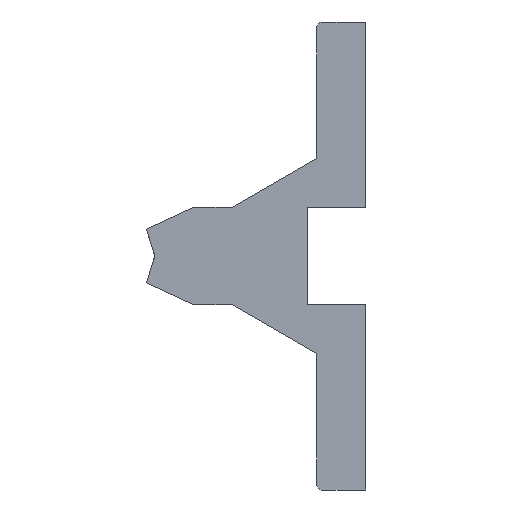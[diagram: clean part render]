
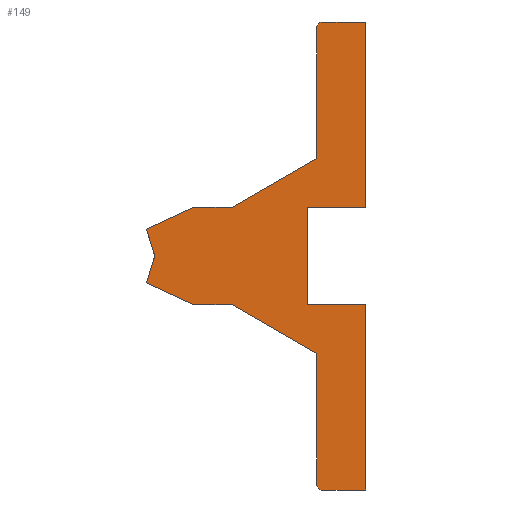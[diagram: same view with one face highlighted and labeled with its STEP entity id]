
A CAD part, left-side view. The second image highlights one B-rep face of the part: STEP entity #149.
In plain terms, the highlighted planar face has unit normal (-1, 0, 0).
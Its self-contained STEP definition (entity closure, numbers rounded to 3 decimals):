
#149 = ADVANCED_FACE( '', ( #331 ), #332, .F. );
#331 = FACE_OUTER_BOUND( '', #539, .T. );
#332 = PLANE( '', #540 );
#539 = EDGE_LOOP( '', ( #902, #903, #904, #905, #906, #907, #908, #909, #910, #911, #912, #913, #914, #915, #916, #917, #918, #919, #920 ) );
#540 = AXIS2_PLACEMENT_3D( '', #921, #922, #923 );
#902 = ORIENTED_EDGE( '', *, *, #1210, .F. );
#903 = ORIENTED_EDGE( '', *, *, #1205, .F. );
#904 = ORIENTED_EDGE( '', *, *, #1211, .F. );
#905 = ORIENTED_EDGE( '', *, *, #1117, .F. );
#906 = ORIENTED_EDGE( '', *, *, #1090, .F. );
#907 = ORIENTED_EDGE( '', *, *, #1212, .F. );
#908 = ORIENTED_EDGE( '', *, *, #1147, .F. );
#909 = ORIENTED_EDGE( '', *, *, #1162, .F. );
#910 = ORIENTED_EDGE( '', *, *, #1184, .F. );
#911 = ORIENTED_EDGE( '', *, *, #1071, .F. );
#912 = ORIENTED_EDGE( '', *, *, #1213, .F. );
#913 = ORIENTED_EDGE( '', *, *, #1134, .F. );
#914 = ORIENTED_EDGE( '', *, *, #1076, .F. );
#915 = ORIENTED_EDGE( '', *, *, #1086, .F. );
#916 = ORIENTED_EDGE( '', *, *, #1098, .F. );
#917 = ORIENTED_EDGE( '', *, *, #1176, .F. );
#918 = ORIENTED_EDGE( '', *, *, #1214, .F. );
#919 = ORIENTED_EDGE( '', *, *, #1171, .F. );
#920 = ORIENTED_EDGE( '', *, *, #1215, .F. );
#921 = CARTESIAN_POINT( '', ( 0., 4.5, -23.5 ) );
#922 = DIRECTION( '', ( 1., 0., 0. ) );
#923 = DIRECTION( '', ( 0., 0., -1. ) );
#1071 = EDGE_CURVE( '', #1255, #1256, #1257, .T. );
#1076 = EDGE_CURVE( '', #1264, #1265, #1266, .T. );
#1086 = EDGE_CURVE( '', #1282, #1264, #1283, .T. );
#1090 = EDGE_CURVE( '', #1288, #1289, #1290, .T. );
#1098 = EDGE_CURVE( '', #1303, #1282, #1304, .T. );
#1117 = EDGE_CURVE( '', #1289, #1336, #1337, .T. );
#1134 = EDGE_CURVE( '', #1265, #1364, #1365, .T. );
#1147 = EDGE_CURVE( '', #1383, #1385, #1386, .T. );
#1162 = EDGE_CURVE( '', #1404, #1383, #1406, .T. );
#1171 = EDGE_CURVE( '', #1418, #1419, #1420, .T. );
#1176 = EDGE_CURVE( '', #1427, #1303, #1428, .T. );
#1184 = EDGE_CURVE( '', #1256, #1404, #1439, .T. );
#1205 = EDGE_CURVE( '', #1465, #1466, #1467, .T. );
#1210 = EDGE_CURVE( '', #1466, #1474, #1475, .T. );
#1211 = EDGE_CURVE( '', #1336, #1465, #1476, .T. );
#1212 = EDGE_CURVE( '', #1385, #1288, #1477, .T. );
#1213 = EDGE_CURVE( '', #1364, #1255, #1478, .T. );
#1214 = EDGE_CURVE( '', #1419, #1427, #1479, .T. );
#1215 = EDGE_CURVE( '', #1474, #1418, #1480, .T. );
#1255 = VERTEX_POINT( '', #1529 );
#1256 = VERTEX_POINT( '', #1530 );
#1257 = LINE( '', #1531, #1532 );
#1264 = VERTEX_POINT( '', #1542 );
#1265 = VERTEX_POINT( '', #1543 );
#1266 = CIRCLE( '', #1544, 0.5 );
#1282 = VERTEX_POINT( '', #1564 );
#1283 = LINE( '', #1565, #1566 );
#1288 = VERTEX_POINT( '', #1573 );
#1289 = VERTEX_POINT( '', #1574 );
#1290 = LINE( '', #1575, #1576 );
#1303 = VERTEX_POINT( '', #1592 );
#1304 = LINE( '', #1593, #1594 );
#1336 = VERTEX_POINT( '', #1628 );
#1337 = LINE( '', #1629, #1630 );
#1364 = VERTEX_POINT( '', #1661 );
#1365 = LINE( '', #1662, #1663 );
#1383 = VERTEX_POINT( '', #1684 );
#1385 = VERTEX_POINT( '', #1687 );
#1386 = LINE( '', #1688, #1689 );
#1404 = VERTEX_POINT( '', #1712 );
#1406 = LINE( '', #1715, #1716 );
#1418 = VERTEX_POINT( '', #1728 );
#1419 = VERTEX_POINT( '', #1729 );
#1420 = LINE( '', #1730, #1731 );
#1427 = VERTEX_POINT( '', #1741 );
#1428 = LINE( '', #1742, #1743 );
#1439 = LINE( '', #1759, #1760 );
#1465 = VERTEX_POINT( '', #1791 );
#1466 = VERTEX_POINT( '', #1792 );
#1467 = CIRCLE( '', #1793, 0.5 );
#1474 = VERTEX_POINT( '', #1802 );
#1475 = LINE( '', #1803, #1804 );
#1476 = LINE( '', #1805, #1806 );
#1477 = LINE( '', #1807, #1808 );
#1478 = LINE( '', #1809, #1810 );
#1479 = LINE( '', #1811, #1812 );
#1480 = LINE( '', #1813, #1814 );
#1529 = CARTESIAN_POINT( '', ( 0., 13.66, -5. ) );
#1530 = CARTESIAN_POINT( '', ( 0., 17.654, -5. ) );
#1531 = CARTESIAN_POINT( '', ( 0., 13.66, -5. ) );
#1532 = VECTOR( '', #1868, 1000. );
#1542 = CARTESIAN_POINT( '', ( 0., 4.5, -24. ) );
#1543 = CARTESIAN_POINT( '', ( 0., 5., -23.5 ) );
#1544 = AXIS2_PLACEMENT_3D( '', #1872, #1873, #1874 );
#1564 = CARTESIAN_POINT( '', ( 0., 0., -24. ) );
#1565 = CARTESIAN_POINT( '', ( 0., 0., -24. ) );
#1566 = VECTOR( '', #1888, 1000. );
#1573 = CARTESIAN_POINT( '', ( 0., 17.654, 5. ) );
#1574 = CARTESIAN_POINT( '', ( 0., 13.66, 5. ) );
#1575 = CARTESIAN_POINT( '', ( 0., 17.654, 5. ) );
#1576 = VECTOR( '', #1891, 1000. );
#1592 = CARTESIAN_POINT( '', ( 0., 0., -5. ) );
#1593 = CARTESIAN_POINT( '', ( 0., 0., -5. ) );
#1594 = VECTOR( '', #1904, 1000. );
#1628 = CARTESIAN_POINT( '', ( 0., 5., 10. ) );
#1629 = CARTESIAN_POINT( '', ( 0., 13.66, 5. ) );
#1630 = VECTOR( '', #1943, 1000. );
#1661 = CARTESIAN_POINT( '', ( 0., 5., -10. ) );
#1662 = CARTESIAN_POINT( '', ( 0., 5., -23.5 ) );
#1663 = VECTOR( '', #1975, 1000. );
#1684 = CARTESIAN_POINT( '', ( 0., 21.612, 0. ) );
#1687 = CARTESIAN_POINT( '', ( 0., 22.479, 2.75 ) );
#1688 = CARTESIAN_POINT( '', ( 0., 21.612, 0. ) );
#1689 = VECTOR( '', #1995, 1000. );
#1712 = CARTESIAN_POINT( '', ( 0., 22.479, -2.75 ) );
#1715 = CARTESIAN_POINT( '', ( 0., 22.479, -2.75 ) );
#1716 = VECTOR( '', #2011, 1000. );
#1728 = CARTESIAN_POINT( '', ( 0., 0., 5. ) );
#1729 = CARTESIAN_POINT( '', ( 0., 6., 5. ) );
#1730 = CARTESIAN_POINT( '', ( 0., 0., 5. ) );
#1731 = VECTOR( '', #2027, 1000. );
#1741 = CARTESIAN_POINT( '', ( 0., 6., -5. ) );
#1742 = CARTESIAN_POINT( '', ( 0., 6., -5. ) );
#1743 = VECTOR( '', #2031, 1000. );
#1759 = CARTESIAN_POINT( '', ( 0., 17.654, -5. ) );
#1760 = VECTOR( '', #2037, 1000. );
#1791 = CARTESIAN_POINT( '', ( 0., 5., 23.5 ) );
#1792 = CARTESIAN_POINT( '', ( 0., 4.5, 24. ) );
#1793 = AXIS2_PLACEMENT_3D( '', #2061, #2062, #2063 );
#1802 = CARTESIAN_POINT( '', ( 0., 0., 24. ) );
#1803 = CARTESIAN_POINT( '', ( 0., 4.5, 24. ) );
#1804 = VECTOR( '', #2069, 1000. );
#1805 = CARTESIAN_POINT( '', ( 0., 5., 10. ) );
#1806 = VECTOR( '', #2070, 1000. );
#1807 = CARTESIAN_POINT( '', ( 0., 22.479, 2.75 ) );
#1808 = VECTOR( '', #2071, 1000. );
#1809 = CARTESIAN_POINT( '', ( 0., 5., -10. ) );
#1810 = VECTOR( '', #2072, 1000. );
#1811 = CARTESIAN_POINT( '', ( 0., 6., 5. ) );
#1812 = VECTOR( '', #2073, 1000. );
#1813 = CARTESIAN_POINT( '', ( 0., 0., 24. ) );
#1814 = VECTOR( '', #2074, 1000. );
#1868 = DIRECTION( '', ( 0., 1., 0. ) );
#1872 = CARTESIAN_POINT( '', ( 0., 4.5, -23.5 ) );
#1873 = DIRECTION( '', ( 1., 0., 0. ) );
#1874 = DIRECTION( '', ( 0., 0., -1. ) );
#1888 = DIRECTION( '', ( 0., 1., 0. ) );
#1891 = DIRECTION( '', ( 0., -1., 0. ) );
#1904 = DIRECTION( '', ( 0., 0., -1. ) );
#1943 = DIRECTION( '', ( 0., -0.866, 0.5 ) );
#1975 = DIRECTION( '', ( 0., 0., 1. ) );
#1995 = DIRECTION( '', ( 0., 0.301, 0.954 ) );
#2011 = DIRECTION( '', ( 0., -0.301, 0.954 ) );
#2027 = DIRECTION( '', ( 0., 1., 0. ) );
#2031 = DIRECTION( '', ( 0., -1., 0. ) );
#2037 = DIRECTION( '', ( 0., 0.906, 0.423 ) );
#2061 = CARTESIAN_POINT( '', ( 0., 4.5, 23.5 ) );
#2062 = DIRECTION( '', ( 1., 0., 0. ) );
#2063 = DIRECTION( '', ( 0., 0., -1. ) );
#2069 = DIRECTION( '', ( 0., -1., 0. ) );
#2070 = DIRECTION( '', ( 0., 0., 1. ) );
#2071 = DIRECTION( '', ( 0., -0.906, 0.423 ) );
#2072 = DIRECTION( '', ( 0., 0.866, 0.5 ) );
#2073 = DIRECTION( '', ( 0., 0., -1. ) );
#2074 = DIRECTION( '', ( 0., 0., -1. ) );
